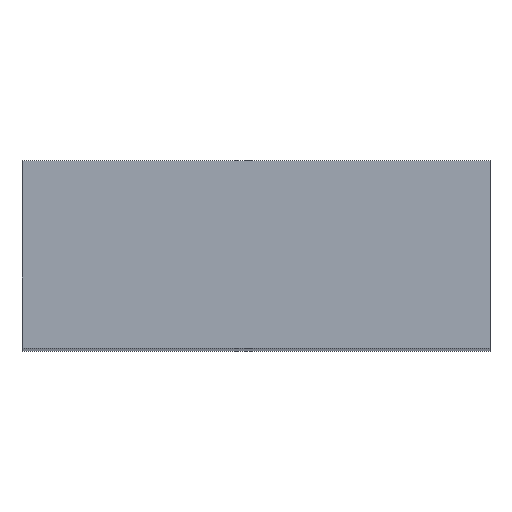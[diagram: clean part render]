
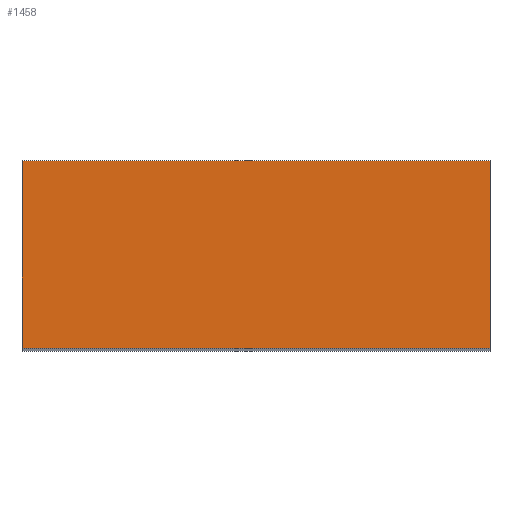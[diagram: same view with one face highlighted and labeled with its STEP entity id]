
A CAD part, top view. The second image highlights one B-rep face of the part: STEP entity #1458.
In plain terms, the highlighted planar face has unit normal (0, 0, 1).
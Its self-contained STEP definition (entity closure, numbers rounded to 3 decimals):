
#6 = VECTOR ( 'NONE', #665, 1000. ) ;
#69 = EDGE_CURVE ( 'NONE', #148, #1730, #292, .T. ) ;
#85 = FACE_OUTER_BOUND ( 'NONE', #384, .T. ) ;
#114 = DIRECTION ( 'NONE',  ( 1., 0., 0. ) ) ;
#138 = VERTEX_POINT ( 'NONE', #1473 ) ;
#148 = VERTEX_POINT ( 'NONE', #997 ) ;
#221 = ORIENTED_EDGE ( 'NONE', *, *, #1044, .T. ) ;
#237 = CARTESIAN_POINT ( 'NONE',  ( 75., 0., 280. ) ) ;
#292 = LINE ( 'NONE', #1224, #6 ) ;
#353 = DIRECTION ( 'NONE',  ( 0., 1., 0. ) ) ;
#362 = VERTEX_POINT ( 'NONE', #1625 ) ;
#384 = EDGE_LOOP ( 'NONE', ( #814, #477, #221, #1735 ) ) ;
#463 = VECTOR ( 'NONE', #1407, 1000. ) ;
#477 = ORIENTED_EDGE ( 'NONE', *, *, #1175, .T. ) ;
#524 = CARTESIAN_POINT ( 'NONE',  ( 0., 0., 280. ) ) ;
#665 = DIRECTION ( 'NONE',  ( 0., -1., 0. ) ) ;
#764 = VECTOR ( 'NONE', #353, 1000. ) ;
#772 = EDGE_CURVE ( 'NONE', #362, #148, #983, .T. ) ;
#814 = ORIENTED_EDGE ( 'NONE', *, *, #69, .T. ) ;
#906 = VECTOR ( 'NONE', #114, 1000. ) ;
#983 = LINE ( 'NONE', #1130, #463 ) ;
#997 = CARTESIAN_POINT ( 'NONE',  ( 0., 30., 280. ) ) ;
#1044 = EDGE_CURVE ( 'NONE', #138, #362, #1450, .T. ) ;
#1128 = PLANE ( 'NONE',  #1350 ) ;
#1130 = CARTESIAN_POINT ( 'NONE',  ( 0., 30., 280. ) ) ;
#1175 = EDGE_CURVE ( 'NONE', #1730, #138, #1332, .T. ) ;
#1224 = CARTESIAN_POINT ( 'NONE',  ( 0., 0., 280. ) ) ;
#1301 = DIRECTION ( 'NONE',  ( -1., 0., 0. ) ) ;
#1332 = LINE ( 'NONE', #524, #906 ) ;
#1350 = AXIS2_PLACEMENT_3D ( 'NONE', #1569, #1560, #1301 ) ;
#1407 = DIRECTION ( 'NONE',  ( -1., 0., 0. ) ) ;
#1450 = LINE ( 'NONE', #237, #764 ) ;
#1458 = ADVANCED_FACE ( 'NONE', ( #85 ), #1128, .F. ) ;
#1473 = CARTESIAN_POINT ( 'NONE',  ( 75., 0., 280. ) ) ;
#1537 = CARTESIAN_POINT ( 'NONE',  ( 0., 0., 280. ) ) ;
#1560 = DIRECTION ( 'NONE',  ( 0., 0., -1. ) ) ;
#1569 = CARTESIAN_POINT ( 'NONE',  ( 0., 0., 280. ) ) ;
#1625 = CARTESIAN_POINT ( 'NONE',  ( 75., 30., 280. ) ) ;
#1730 = VERTEX_POINT ( 'NONE', #1537 ) ;
#1735 = ORIENTED_EDGE ( 'NONE', *, *, #772, .T. ) ;
